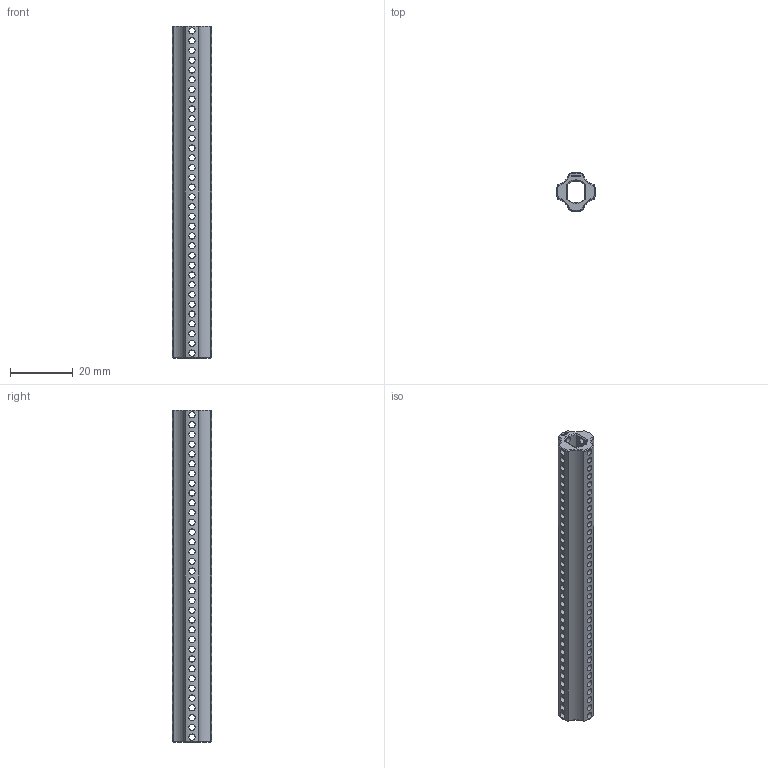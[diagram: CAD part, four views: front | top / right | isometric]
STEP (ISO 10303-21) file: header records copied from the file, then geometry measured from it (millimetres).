
FILE_DESCRIPTION(('FreeCAD Model'),'2;1');
FILE_NAME('Open CASCADE Shape Model','2024-06-16T00:11:18',(''),(''), 'Open CASCADE STEP processor 7.6','FreeCAD','Unknown');
FILE_SCHEMA(('AUTOMOTIVE_DESIGN { 1 0 10303 214 1 1 1 1 }'));
Length unit declared in the file: millimetre
Products named in the file (1): Power-Transmission Hub PLN IDX FXD BU08.50 - SPN-PTH-0034 
(stemfie.org)
Bounding box: 12.5 x 12.5 x 106.25 mm (x, y, z)
Volume: 6340.3 mm3; surface area: 8447 mm2
Topology: 1 solids, 1 shells, 638 faces, 1856 edges, 1252 vertices
Faces by surface type: plane 326, cylinder 146, extrusion 146, cone 20
Full cylindrical faces by diameter (mm): 2 x136
Entity records: 31203 total; most frequent: CARTESIAN_POINT 14704, ORIENTED_EDGE 3712, DIRECTION 2556, EDGE_CURVE 1856, VECTOR 1306, VERTEX_POINT 1252, LINE 1160, FACE_BOUND 944
